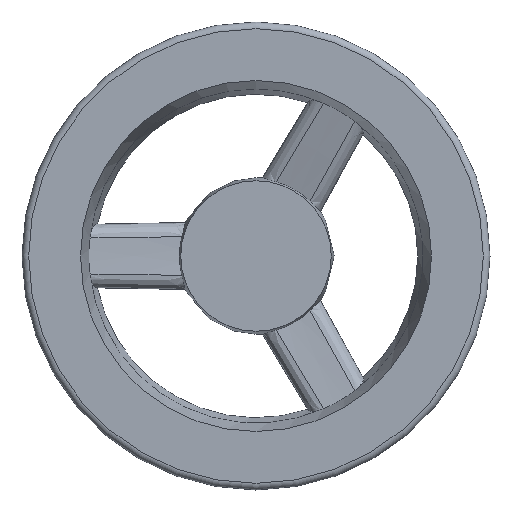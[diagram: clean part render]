
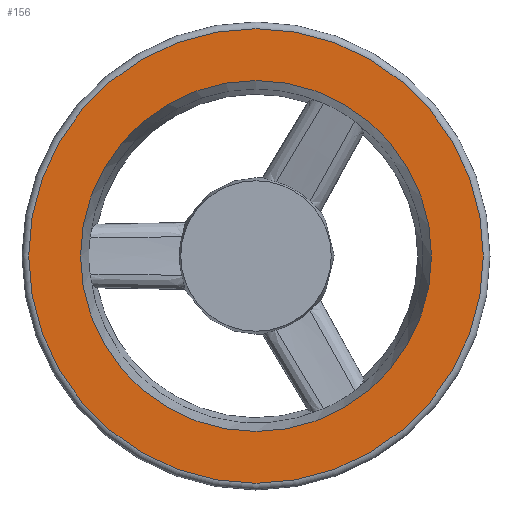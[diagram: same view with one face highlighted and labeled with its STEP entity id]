
A CAD part, left-side view. The second image highlights one B-rep face of the part: STEP entity #156.
In plain terms, the highlighted planar face has unit normal (-1, 0, 0).
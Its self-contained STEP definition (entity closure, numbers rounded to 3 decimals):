
#103=PLANE('',#791);
#132=FACE_BOUND('',#256,.T.);
#156=ADVANCED_FACE('',(#213,#132),#103,.T.);
#213=FACE_OUTER_BOUND('',#255,.T.);
#255=EDGE_LOOP('',(#431));
#256=EDGE_LOOP('',(#432));
#431=ORIENTED_EDGE('',*,*,#692,.T.);
#432=ORIENTED_EDGE('',*,*,#693,.F.);
#623=VERTEX_POINT('',#1375);
#624=VERTEX_POINT('',#1377);
#692=EDGE_CURVE('',#623,#623,#749,.T.);
#693=EDGE_CURVE('',#624,#624,#750,.T.);
#749=CIRCLE('',#789,68.);
#750=CIRCLE('',#790,52.5);
#789=AXIS2_PLACEMENT_3D('',#1374,#878,#879);
#790=AXIS2_PLACEMENT_3D('',#1376,#880,#881);
#791=AXIS2_PLACEMENT_3D('',#1378,#882,#883);
#878=DIRECTION('',(-1.,0.,0.));
#879=DIRECTION('',(0.,0.,1.));
#880=DIRECTION('',(-1.,0.,0.));
#881=DIRECTION('',(0.,0.,1.));
#882=DIRECTION('',(-1.,0.,0.));
#883=DIRECTION('',(0.,0.,1.));
#1374=CARTESIAN_POINT('',(338.437,226.467,7.67));
#1375=CARTESIAN_POINT('',(338.437,226.467,75.67));
#1376=CARTESIAN_POINT('',(338.437,226.467,7.67));
#1377=CARTESIAN_POINT('',(338.437,226.467,60.17));
#1378=CARTESIAN_POINT('',(338.437,173.967,7.67));
